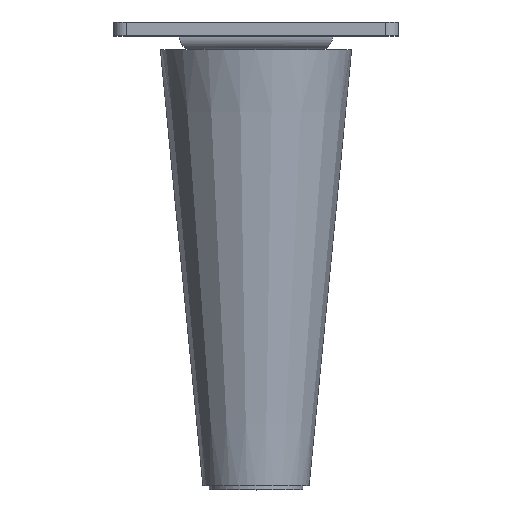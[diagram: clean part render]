
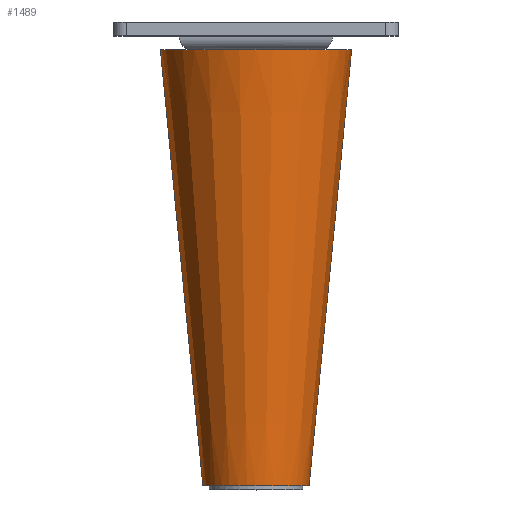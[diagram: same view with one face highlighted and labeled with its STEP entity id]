
A CAD part, top view. The second image highlights one B-rep face of the part: STEP entity #1489.
In plain terms, the highlighted conical face has half-angle 5.572 degrees and reference radius 12.5 mm.
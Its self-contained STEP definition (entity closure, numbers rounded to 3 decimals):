
#28 = DIRECTION ( 'NONE',  ( 0., 1., 0. ) ) ;
#38 = AXIS2_PLACEMENT_3D ( 'NONE', #2227, #608, #1516 ) ;
#74 = DIRECTION ( 'NONE',  ( -1., 0., 0. ) ) ;
#92 = DIRECTION ( 'NONE',  ( -0.097, 0.995, 0. ) ) ;
#94 = ORIENTED_EDGE ( 'NONE', *, *, #737, .F. ) ;
#342 = LINE ( 'NONE', #1426, #925 ) ;
#435 = VERTEX_POINT ( 'NONE', #767 ) ;
#512 = FACE_OUTER_BOUND ( 'NONE', #2124, .T. ) ;
#608 = DIRECTION ( 'NONE',  ( 0., 1., 0. ) ) ;
#618 = CARTESIAN_POINT ( 'NONE',  ( -12.5, 0., 0. ) ) ;
#724 = DIRECTION ( 'NONE',  ( 0.097, 0.995, 0. ) ) ;
#737 = EDGE_CURVE ( 'NONE', #2076, #2058, #2036, .T. ) ;
#757 = ORIENTED_EDGE ( 'NONE', *, *, #2156, .T. ) ;
#767 = CARTESIAN_POINT ( 'NONE',  ( -12.5, 0., 0. ) ) ;
#779 = LINE ( 'NONE', #618, #1512 ) ;
#925 = VECTOR ( 'NONE', #724, 1000. ) ;
#1207 = CONICAL_SURFACE ( 'NONE', #1881, 12.5, 0.097 ) ;
#1236 = VERTEX_POINT ( 'NONE', #1696 ) ;
#1311 = DIRECTION ( 'NONE',  ( -1., 0., 0. ) ) ;
#1360 = CIRCLE ( 'NONE', #38, 12.5 ) ;
#1411 = EDGE_CURVE ( 'NONE', #435, #2076, #779, .T. ) ;
#1426 = CARTESIAN_POINT ( 'NONE',  ( 12.5, 0., 0. ) ) ;
#1480 = DIRECTION ( 'NONE',  ( 0., 1., 0. ) ) ;
#1489 = ADVANCED_FACE ( 'NONE', ( #512 ), #1207, .T. ) ;
#1512 = VECTOR ( 'NONE', #92, 1000. ) ;
#1516 = DIRECTION ( 'NONE',  ( -1., 0., 0. ) ) ;
#1582 = ORIENTED_EDGE ( 'NONE', *, *, #1750, .T. ) ;
#1619 = CARTESIAN_POINT ( 'NONE',  ( 22.5, 102.5, 0. ) ) ;
#1638 = CARTESIAN_POINT ( 'NONE',  ( -22.5, 102.5, 0. ) ) ;
#1696 = CARTESIAN_POINT ( 'NONE',  ( 12.5, 0., 0. ) ) ;
#1750 = EDGE_CURVE ( 'NONE', #1236, #2058, #342, .T. ) ;
#1817 = CARTESIAN_POINT ( 'NONE',  ( 0., 102.5, 0. ) ) ;
#1856 = CARTESIAN_POINT ( 'NONE',  ( 0., 0., 0. ) ) ;
#1881 = AXIS2_PLACEMENT_3D ( 'NONE', #1856, #28, #74 ) ;
#2036 = CIRCLE ( 'NONE', #2249, 22.5 ) ;
#2058 = VERTEX_POINT ( 'NONE', #1619 ) ;
#2076 = VERTEX_POINT ( 'NONE', #1638 ) ;
#2093 = ORIENTED_EDGE ( 'NONE', *, *, #1411, .F. ) ;
#2124 = EDGE_LOOP ( 'NONE', ( #757, #1582, #94, #2093 ) ) ;
#2156 = EDGE_CURVE ( 'NONE', #435, #1236, #1360, .T. ) ;
#2227 = CARTESIAN_POINT ( 'NONE',  ( 0., 0., 0. ) ) ;
#2249 = AXIS2_PLACEMENT_3D ( 'NONE', #1817, #1480, #1311 ) ;
